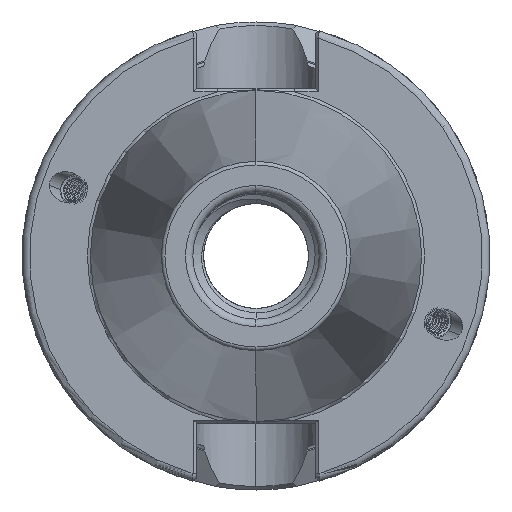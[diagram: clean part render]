
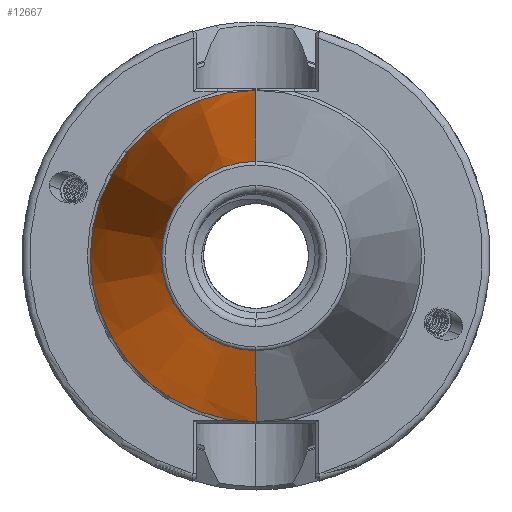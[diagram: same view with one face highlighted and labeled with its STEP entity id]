
A CAD part, left-side view. The second image highlights one B-rep face of the part: STEP entity #12667.
In plain terms, the highlighted conical face has half-angle 8.297 degrees and reference radius 22.298 mm.
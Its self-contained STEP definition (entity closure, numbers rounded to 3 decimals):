
#75 = EDGE_CURVE ( 'NONE', #18812, #19369, #13113, .T. ) ;
#84 = EDGE_CURVE ( 'NONE', #18812, #18842, #13105, .T. ) ;
#97 = EDGE_CURVE ( 'NONE', #18842, #18831, #13140, .T. ) ;
#138 = EDGE_CURVE ( 'NONE', #19369, #18831, #13136, .T. ) ;
#1556 = AXIS2_PLACEMENT_3D ( 'NONE', #14369, #14370, #14371 ) ;
#1564 = AXIS2_PLACEMENT_3D ( 'NONE', #17477, #17474, #17487 ) ;
#2574 = AXIS2_PLACEMENT_3D ( 'NONE', #5148, #5157, #5133 ) ;
#4826 = EDGE_LOOP ( 'NONE', ( #12960, #12971, #13021, #12972 ) ) ;
#5133 = DIRECTION ( 'NONE',  ( 0., 0., -1. ) ) ;
#5148 = CARTESIAN_POINT ( 'NONE',  ( -1.5, 0., 0. ) ) ;
#5157 = DIRECTION ( 'NONE',  ( 1., 0., 0. ) ) ;
#12667 = ADVANCED_FACE ( 'NONE', ( #18718 ), #18722, .T. ) ;
#12960 = ORIENTED_EDGE ( 'NONE', *, *, #75, .T. ) ;
#12971 = ORIENTED_EDGE ( 'NONE', *, *, #138, .T. ) ;
#12972 = ORIENTED_EDGE ( 'NONE', *, *, #84, .F. ) ;
#13021 = ORIENTED_EDGE ( 'NONE', *, *, #97, .F. ) ;
#13105 = LINE ( 'NONE', #17526, #13106 ) ;
#13106 = VECTOR ( 'NONE', #17346, 1000. ) ;
#13113 = CIRCLE ( 'NONE', #1564, 12.75 ) ;
#13136 = LINE ( 'NONE', #14695, #13219 ) ;
#13140 = CIRCLE ( 'NONE', #1556, 22.298 ) ;
#13219 = VECTOR ( 'NONE', #14701, 1000. ) ;
#14369 = CARTESIAN_POINT ( 'NONE',  ( -1.5, 0., 0. ) ) ;
#14370 = DIRECTION ( 'NONE',  ( 1., 0., 0. ) ) ;
#14371 = DIRECTION ( 'NONE',  ( 0., 0., -1. ) ) ;
#14695 = CARTESIAN_POINT ( 'NONE',  ( -1.5, 0., 22.298 ) ) ;
#14701 = DIRECTION ( 'NONE',  ( 0.99, 0., 0.144 ) ) ;
#15670 = CARTESIAN_POINT ( 'NONE',  ( -66.972, 0., -12.75 ) ) ;
#15672 = CARTESIAN_POINT ( 'NONE',  ( -1.5, 0., 22.298 ) ) ;
#15778 = CARTESIAN_POINT ( 'NONE',  ( -1.5, 0., -22.298 ) ) ;
#16046 = CARTESIAN_POINT ( 'NONE',  ( -66.972, 0., 12.75 ) ) ;
#17346 = DIRECTION ( 'NONE',  ( 0.99, 0., -0.144 ) ) ;
#17474 = DIRECTION ( 'NONE',  ( 1., 0., 0. ) ) ;
#17477 = CARTESIAN_POINT ( 'NONE',  ( -66.972, 0., 0. ) ) ;
#17487 = DIRECTION ( 'NONE',  ( 0., 0., -1. ) ) ;
#17526 = CARTESIAN_POINT ( 'NONE',  ( -1.5, 0., -22.298 ) ) ;
#18718 = FACE_OUTER_BOUND ( 'NONE', #4826, .T. ) ;
#18722 = CONICAL_SURFACE ( 'NONE', #2574, 22.298, 0.145 ) ;
#18812 = VERTEX_POINT ( 'NONE', #15670 ) ;
#18831 = VERTEX_POINT ( 'NONE', #15672 ) ;
#18842 = VERTEX_POINT ( 'NONE', #15778 ) ;
#19369 = VERTEX_POINT ( 'NONE', #16046 ) ;
